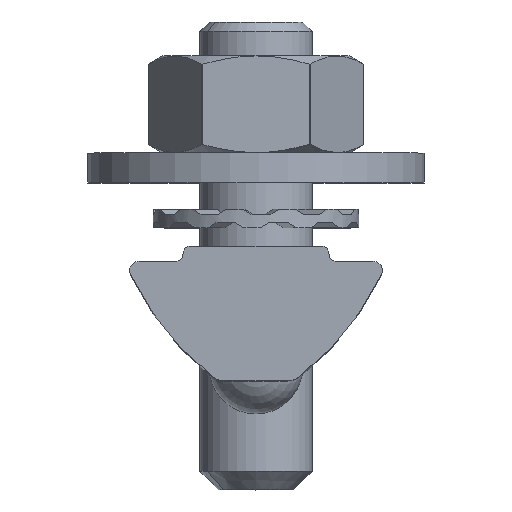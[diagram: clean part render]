
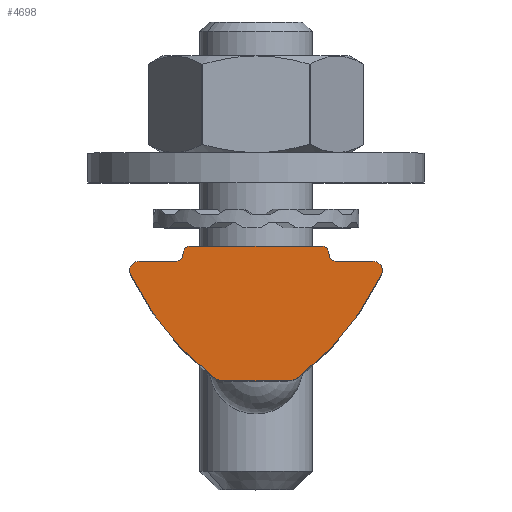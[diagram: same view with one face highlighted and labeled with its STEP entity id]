
A CAD part, top view. The second image highlights one B-rep face of the part: STEP entity #4698.
In plain terms, the highlighted face is planar.
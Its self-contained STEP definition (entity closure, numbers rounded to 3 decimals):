
#34 = DIRECTION ( 'NONE',  ( -1., 0., 0. ) ) ;
#56 = DIRECTION ( 'NONE',  ( -1., 0., 0. ) ) ;
#231 = DIRECTION ( 'NONE',  ( 0., 0., 1. ) ) ;
#261 = ORIENTED_EDGE ( 'NONE', *, *, #1493, .F. ) ;
#286 = CIRCLE ( 'NONE', #5323, 0.5 ) ;
#301 = VERTEX_POINT ( 'NONE', #4253 ) ;
#333 = CARTESIAN_POINT ( 'NONE',  ( -6.25, -1.3, 0. ) ) ;
#345 = DIRECTION ( 'NONE',  ( 1., 0., 0. ) ) ;
#352 = ORIENTED_EDGE ( 'NONE', *, *, #6465, .F. ) ;
#449 = EDGE_CURVE ( 'NONE', #748, #301, #4919, .T. ) ;
#480 = ORIENTED_EDGE ( 'NONE', *, *, #3952, .F. ) ;
#498 = CARTESIAN_POINT ( 'NONE',  ( 4.3, -0.4, 0. ) ) ;
#641 = CARTESIAN_POINT ( 'NONE',  ( 6.25, -0.8, 0. ) ) ;
#665 = CARTESIAN_POINT ( 'NONE',  ( 3.5, 0., 0. ) ) ;
#666 = CARTESIAN_POINT ( 'NONE',  ( 1.667, -6.2, 0. ) ) ;
#698 = LINE ( 'NONE', #5753, #2615 ) ;
#731 = CIRCLE ( 'NONE', #6397, 1. ) ;
#735 = CARTESIAN_POINT ( 'NONE',  ( -2.276, -6.993, 0. ) ) ;
#748 = VERTEX_POINT ( 'NONE', #641 ) ;
#761 = CARTESIAN_POINT ( 'NONE',  ( 3.9, -0.4, 0. ) ) ;
#939 = CARTESIAN_POINT ( 'NONE',  ( 1.667, -7.2, 0. ) ) ;
#975 = VERTEX_POINT ( 'NONE', #8089 ) ;
#1032 = DIRECTION ( 'NONE',  ( 1., 0., 0. ) ) ;
#1162 = CARTESIAN_POINT ( 'NONE',  ( 6.25, -1.3, 0. ) ) ;
#1205 = ORIENTED_EDGE ( 'NONE', *, *, #1938, .T. ) ;
#1216 = DIRECTION ( 'NONE',  ( 1., 0., 0. ) ) ;
#1243 = AXIS2_PLACEMENT_3D ( 'NONE', #1162, #6225, #1890 ) ;
#1264 = VECTOR ( 'NONE', #34, 1000. ) ;
#1367 = DIRECTION ( 'NONE',  ( 1., 0., 0. ) ) ;
#1390 = VECTOR ( 'NONE', #5964, 1000. ) ;
#1398 = DIRECTION ( 'NONE',  ( -1., 0., 0. ) ) ;
#1459 = CARTESIAN_POINT ( 'NONE',  ( 3.9, -0.8, 0. ) ) ;
#1493 = EDGE_CURVE ( 'NONE', #6552, #1806, #2985, .T. ) ;
#1496 = AXIS2_PLACEMENT_3D ( 'NONE', #8636, #4394, #56 ) ;
#1616 = ORIENTED_EDGE ( 'NONE', *, *, #5659, .F. ) ;
#1635 = CARTESIAN_POINT ( 'NONE',  ( -3.5, 0., 0. ) ) ;
#1747 = EDGE_LOOP ( 'NONE', ( #261, #9262, #1616, #4065, #8843, #7310, #7908, #480, #3479, #1205, #8617, #4047, #6304, #7372, #352 ) ) ;
#1806 = VERTEX_POINT ( 'NONE', #4315 ) ;
#1839 = EDGE_CURVE ( 'NONE', #3625, #6769, #286, .T. ) ;
#1864 = AXIS2_PLACEMENT_3D ( 'NONE', #666, #5724, #1367 ) ;
#1875 = EDGE_CURVE ( 'NONE', #5416, #2410, #7696, .T. ) ;
#1890 = DIRECTION ( 'NONE',  ( -1., 0., 0. ) ) ;
#1938 = EDGE_CURVE ( 'NONE', #975, #3286, #7029, .T. ) ;
#2166 = EDGE_CURVE ( 'NONE', #2410, #301, #3767, .T. ) ;
#2269 = AXIS2_PLACEMENT_3D ( 'NONE', #498, #5555, #1216 ) ;
#2275 = CARTESIAN_POINT ( 'NONE',  ( -1.667, -6.2, 0. ) ) ;
#2410 = VERTEX_POINT ( 'NONE', #761 ) ;
#2415 = EDGE_CURVE ( 'NONE', #6381, #975, #4456, .T. ) ;
#2516 = EDGE_CURVE ( 'NONE', #6769, #5633, #7324, .T. ) ;
#2519 = CARTESIAN_POINT ( 'NONE',  ( -1.667, -7.2, 0. ) ) ;
#2615 = VECTOR ( 'NONE', #1398, 1000. ) ;
#2664 = EDGE_CURVE ( 'NONE', #6552, #3339, #6467, .T. ) ;
#2791 = EDGE_CURVE ( 'NONE', #7465, #5633, #731, .T. ) ;
#2961 = CARTESIAN_POINT ( 'NONE',  ( -4.3, -0.4, 0. ) ) ;
#2963 = EDGE_CURVE ( 'NONE', #5416, #3286, #9039, .T. ) ;
#2985 = CIRCLE ( 'NONE', #1496, 15. ) ;
#3016 = DIRECTION ( 'NONE',  ( 1., 0., 0. ) ) ;
#3286 = VERTEX_POINT ( 'NONE', #1635 ) ;
#3339 = VERTEX_POINT ( 'NONE', #939 ) ;
#3479 = ORIENTED_EDGE ( 'NONE', *, *, #2415, .T. ) ;
#3561 = DIRECTION ( 'NONE',  ( 0., 0., 1. ) ) ;
#3625 = VERTEX_POINT ( 'NONE', #7746 ) ;
#3672 = AXIS2_PLACEMENT_3D ( 'NONE', #8921, #4663, #345 ) ;
#3699 = DIRECTION ( 'NONE',  ( 1., 0., 0. ) ) ;
#3767 = CIRCLE ( 'NONE', #2269, 0.4 ) ;
#3804 = DIRECTION ( 'NONE',  ( 0., 0., 1. ) ) ;
#3864 = DIRECTION ( 'NONE',  ( 0., 0., -1. ) ) ;
#3952 = EDGE_CURVE ( 'NONE', #6381, #4289, #698, .T. ) ;
#4047 = ORIENTED_EDGE ( 'NONE', *, *, #1875, .T. ) ;
#4065 = ORIENTED_EDGE ( 'NONE', *, *, #2791, .T. ) ;
#4253 = CARTESIAN_POINT ( 'NONE',  ( 4.3, -0.8, 0. ) ) ;
#4289 = VERTEX_POINT ( 'NONE', #6187 ) ;
#4315 = CARTESIAN_POINT ( 'NONE',  ( 6.702, -1.514, 0. ) ) ;
#4316 = AXIS2_PLACEMENT_3D ( 'NONE', #4553, #231, #5289 ) ;
#4394 = DIRECTION ( 'NONE',  ( 0., 0., 1. ) ) ;
#4456 = CIRCLE ( 'NONE', #5801, 0.4 ) ;
#4524 = CARTESIAN_POINT ( 'NONE',  ( 3.9, 0., 0. ) ) ;
#4553 = CARTESIAN_POINT ( 'NONE',  ( 6.854, 4.908, 0. ) ) ;
#4663 = DIRECTION ( 'NONE',  ( 0., 0., -1. ) ) ;
#4698 = ADVANCED_FACE ( 'NONE', ( #5014 ), #6435, .F. ) ;
#4736 = AXIS2_PLACEMENT_3D ( 'NONE', #8131, #3864, #8861 ) ;
#4919 = LINE ( 'NONE', #1459, #1264 ) ;
#5014 = FACE_OUTER_BOUND ( 'NONE', #1747, .T. ) ;
#5101 = EDGE_CURVE ( 'NONE', #4289, #3625, #5890, .T. ) ;
#5123 = AXIS2_PLACEMENT_3D ( 'NONE', #5723, #3561, #8553 ) ;
#5289 = DIRECTION ( 'NONE',  ( 1., 0., 0. ) ) ;
#5323 = AXIS2_PLACEMENT_3D ( 'NONE', #8071, #3804, #8783 ) ;
#5379 = DIRECTION ( 'NONE',  ( 0., 0., 1. ) ) ;
#5416 = VERTEX_POINT ( 'NONE', #665 ) ;
#5555 = DIRECTION ( 'NONE',  ( 0., 0., 1. ) ) ;
#5633 = VERTEX_POINT ( 'NONE', #735 ) ;
#5659 = EDGE_CURVE ( 'NONE', #7465, #3339, #5668, .T. ) ;
#5668 = LINE ( 'NONE', #5826, #9216 ) ;
#5723 = CARTESIAN_POINT ( 'NONE',  ( -6.25, -1.3, 0. ) ) ;
#5724 = DIRECTION ( 'NONE',  ( 0., 0., -1. ) ) ;
#5753 = CARTESIAN_POINT ( 'NONE',  ( -3.9, -0.8, 0. ) ) ;
#5801 = AXIS2_PLACEMENT_3D ( 'NONE', #2961, #7970, #3699 ) ;
#5826 = CARTESIAN_POINT ( 'NONE',  ( -2., -7.2, 0. ) ) ;
#5890 = CIRCLE ( 'NONE', #9237, 0.5 ) ;
#5964 = DIRECTION ( 'NONE',  ( -1., 0., 0. ) ) ;
#6187 = CARTESIAN_POINT ( 'NONE',  ( -6.25, -0.8, 0. ) ) ;
#6225 = DIRECTION ( 'NONE',  ( 0., 0., 1. ) ) ;
#6304 = ORIENTED_EDGE ( 'NONE', *, *, #2166, .T. ) ;
#6381 = VERTEX_POINT ( 'NONE', #6771 ) ;
#6397 = AXIS2_PLACEMENT_3D ( 'NONE', #2275, #7296, #3016 ) ;
#6435 = PLANE ( 'NONE',  #5123 ) ;
#6465 = EDGE_CURVE ( 'NONE', #1806, #748, #7168, .T. ) ;
#6467 = CIRCLE ( 'NONE', #1864, 1. ) ;
#6537 = DIRECTION ( 'NONE',  ( 1., 0., 0. ) ) ;
#6552 = VERTEX_POINT ( 'NONE', #8379 ) ;
#6769 = VERTEX_POINT ( 'NONE', #8673 ) ;
#6771 = CARTESIAN_POINT ( 'NONE',  ( -4.3, -0.8, 0. ) ) ;
#7029 = CIRCLE ( 'NONE', #3672, 0.4 ) ;
#7168 = CIRCLE ( 'NONE', #1243, 0.5 ) ;
#7296 = DIRECTION ( 'NONE',  ( 0., 0., -1. ) ) ;
#7310 = ORIENTED_EDGE ( 'NONE', *, *, #1839, .F. ) ;
#7324 = CIRCLE ( 'NONE', #4316, 15. ) ;
#7372 = ORIENTED_EDGE ( 'NONE', *, *, #449, .F. ) ;
#7465 = VERTEX_POINT ( 'NONE', #2519 ) ;
#7696 = CIRCLE ( 'NONE', #4736, 0.4 ) ;
#7746 = CARTESIAN_POINT ( 'NONE',  ( -6.75, -1.3, 0. ) ) ;
#7908 = ORIENTED_EDGE ( 'NONE', *, *, #5101, .F. ) ;
#7970 = DIRECTION ( 'NONE',  ( 0., 0., 1. ) ) ;
#8071 = CARTESIAN_POINT ( 'NONE',  ( -6.25, -1.3, 0. ) ) ;
#8089 = CARTESIAN_POINT ( 'NONE',  ( -3.9, -0.4, 0. ) ) ;
#8131 = CARTESIAN_POINT ( 'NONE',  ( 3.5, -0.4, 0. ) ) ;
#8379 = CARTESIAN_POINT ( 'NONE',  ( 2.276, -6.993, 0. ) ) ;
#8553 = DIRECTION ( 'NONE',  ( 1., 0., 0. ) ) ;
#8617 = ORIENTED_EDGE ( 'NONE', *, *, #2963, .F. ) ;
#8636 = CARTESIAN_POINT ( 'NONE',  ( -6.854, 4.908, 0. ) ) ;
#8673 = CARTESIAN_POINT ( 'NONE',  ( -6.702, -1.514, 0. ) ) ;
#8783 = DIRECTION ( 'NONE',  ( 1., 0., 0. ) ) ;
#8843 = ORIENTED_EDGE ( 'NONE', *, *, #2516, .F. ) ;
#8861 = DIRECTION ( 'NONE',  ( 1., 0., 0. ) ) ;
#8921 = CARTESIAN_POINT ( 'NONE',  ( -3.5, -0.4, 0. ) ) ;
#9039 = LINE ( 'NONE', #4524, #1390 ) ;
#9216 = VECTOR ( 'NONE', #6537, 1000. ) ;
#9237 = AXIS2_PLACEMENT_3D ( 'NONE', #333, #5379, #1032 ) ;
#9262 = ORIENTED_EDGE ( 'NONE', *, *, #2664, .T. ) ;
